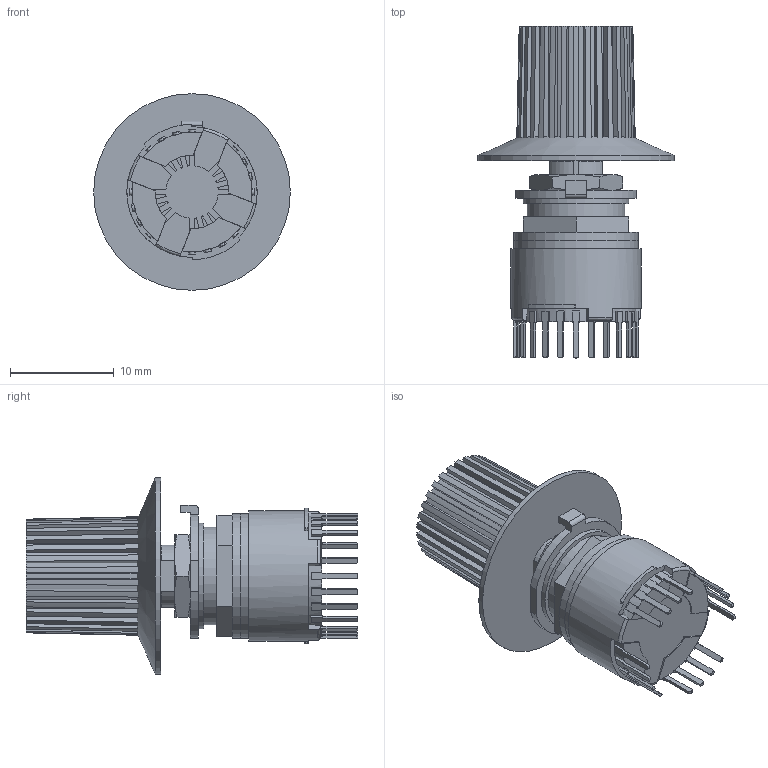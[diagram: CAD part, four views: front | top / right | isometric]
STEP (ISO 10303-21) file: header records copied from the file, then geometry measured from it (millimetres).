
FILE_DESCRIPTION(/* description */ ('STEP AP214'),/* implementation_level */ '2;1');
FILE_NAME(/* name */ 'MRK403-A',/* time_stamp */ '2025-06-23T21:16:06+02:00',/* author */ ('License CC BY-ND 4.0'),/* organization */ ('CADENAS'),/* preprocessor_version */ 'ST-DEVELOPER v19.3',/* originating_system */ 'PARTsolutions',/* authorisation */ ' ');
FILE_SCHEMA (('AUTOMOTIVE_DESIGN {1 0 10303 214 3 1 1}'));
Length unit declared in the file: inch
Products named in the file (13): MRK403-A; MRKbody; MRKpos; MRKa; MRKhmrk1; MRKhmrk2; MRKhmrk3; MRAT535at535; AT433at433; AT509; AT545; AT513M; MRK403trmnls
Assembly tree (12 placements, depth 2):
  MRK403-A
    MRKbody
    MRKpos
    MRKa
    MRKhmrk1
    MRKhmrk2
    MRKhmrk3
    MRAT535at535
    AT433at433
    AT509
    AT545
    AT513M
    MRK403trmnls
Bounding box: 19 x 32.05 x 19 mm (x, y, z)
Volume: 3062.1 mm3; surface area: 4443.1 mm2
Topology: 12 solids, 12 shells, 583 faces, 1630 edges, 1084 vertices
Faces by surface type: plane 366, cylinder 163, cone 49, torus 5
Full cylindrical faces by diameter (mm): 0.864 x1, 4.572 x1, 4.917 x2, 5.69 x1, 5.994 x2, 9.398 x1, 10.211 x1, 10.566 x1, 11.074 x1, 11.582 x1, 11.989 x2, 12.598 x1, 18.999 x1
Entity records: 19164 total; most frequent: CARTESIAN_POINT 3765, ORIENTED_EDGE 3202, DIRECTION 3102, EDGE_CURVE 1601, VERTEX_POINT 1076, AXIS2_PLACEMENT_3D 1069, LINE 964, VECTOR 964
